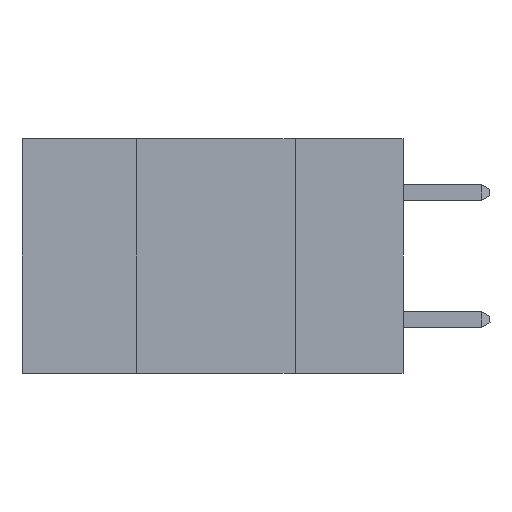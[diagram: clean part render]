
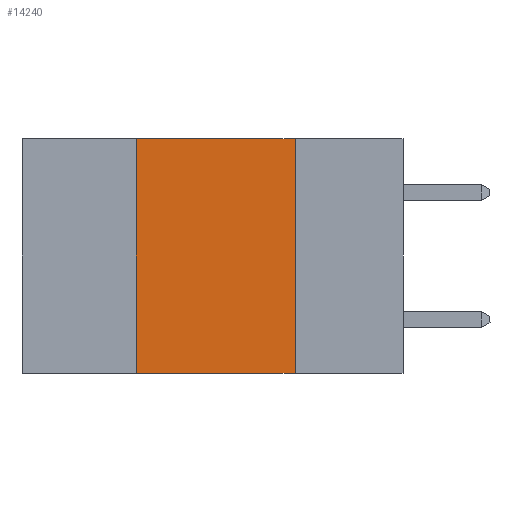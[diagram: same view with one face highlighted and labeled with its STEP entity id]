
A CAD part, left-side view. The second image highlights one B-rep face of the part: STEP entity #14240.
In plain terms, the highlighted planar face has unit normal (-1, 0, 0).
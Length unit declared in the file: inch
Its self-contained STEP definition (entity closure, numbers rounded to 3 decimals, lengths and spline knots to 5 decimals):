
#76 = CARTESIAN_POINT ( 'NONE',  ( 0., 0.6, -0.37 ) ) ;
#273 = CARTESIAN_POINT ( 'NONE',  ( 0., 0.17, 0. ) ) ;
#285 = LINE ( 'NONE', #273, #16765 ) ;
#528 = VERTEX_POINT ( 'NONE', #8963 ) ;
#1134 = ORIENTED_EDGE ( 'NONE', *, *, #3656, .F. ) ;
#1365 = VERTEX_POINT ( 'NONE', #16215 ) ;
#1463 = AXIS2_PLACEMENT_3D ( 'NONE', #5555, #14553, #6842 ) ;
#2882 = PLANE ( 'NONE',  #1463 ) ;
#3246 = ORIENTED_EDGE ( 'NONE', *, *, #5447, .F. ) ;
#3656 = EDGE_CURVE ( 'NONE', #1365, #11235, #3863, .T. ) ;
#3863 = LINE ( 'NONE', #13068, #13783 ) ;
#5419 = EDGE_LOOP ( 'NONE', ( #13360, #1134, #3246, #6326 ) ) ;
#5447 = EDGE_CURVE ( 'NONE', #5473, #1365, #10203, .T. ) ;
#5473 = VERTEX_POINT ( 'NONE', #7297 ) ;
#5555 = CARTESIAN_POINT ( 'NONE',  ( 0., 0.6, 0. ) ) ;
#6058 = CARTESIAN_POINT ( 'NONE',  ( 0., 0.17, 0. ) ) ;
#6326 = ORIENTED_EDGE ( 'NONE', *, *, #9077, .T. ) ;
#6589 = VECTOR ( 'NONE', #13237, 39.37008 ) ;
#6719 = VECTOR ( 'NONE', #7799, 39.37008 ) ;
#6842 = DIRECTION ( 'NONE',  ( 0., 0., -1. ) ) ;
#7297 = CARTESIAN_POINT ( 'NONE',  ( 0., 0.42, -0.37 ) ) ;
#7799 = DIRECTION ( 'NONE',  ( 0., 0., 1. ) ) ;
#7947 = CARTESIAN_POINT ( 'NONE',  ( 0., 0.42, 0. ) ) ;
#8963 = CARTESIAN_POINT ( 'NONE',  ( 0., 0.17, -0.37 ) ) ;
#9077 = EDGE_CURVE ( 'NONE', #5473, #528, #10068, .T. ) ;
#10068 = LINE ( 'NONE', #76, #6589 ) ;
#10203 = LINE ( 'NONE', #7947, #6719 ) ;
#11235 = VERTEX_POINT ( 'NONE', #6058 ) ;
#13049 = DIRECTION ( 'NONE',  ( 0., -1., 0. ) ) ;
#13068 = CARTESIAN_POINT ( 'NONE',  ( 0., 0.6, 0. ) ) ;
#13237 = DIRECTION ( 'NONE',  ( 0., -1., 0. ) ) ;
#13269 = FACE_OUTER_BOUND ( 'NONE', #5419, .T. ) ;
#13360 = ORIENTED_EDGE ( 'NONE', *, *, #15696, .F. ) ;
#13783 = VECTOR ( 'NONE', #13049, 39.37008 ) ;
#14240 = ADVANCED_FACE ( 'NONE', ( #13269 ), #2882, .F. ) ;
#14553 = DIRECTION ( 'NONE',  ( 1., 0., 0. ) ) ;
#15696 = EDGE_CURVE ( 'NONE', #11235, #528, #285, .T. ) ;
#15896 = DIRECTION ( 'NONE',  ( 0., 0., -1. ) ) ;
#16215 = CARTESIAN_POINT ( 'NONE',  ( 0., 0.42, 0. ) ) ;
#16765 = VECTOR ( 'NONE', #15896, 39.37008 ) ;
